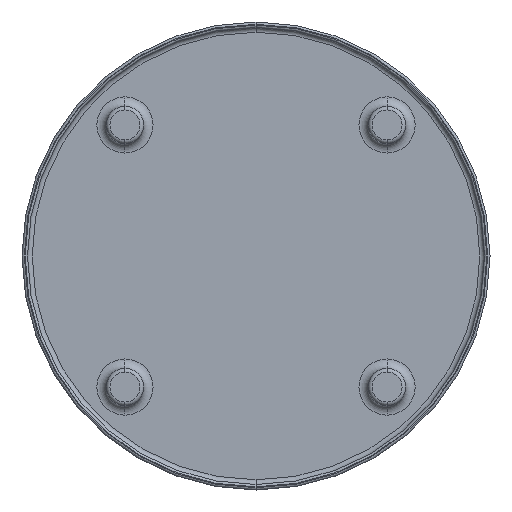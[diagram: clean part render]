
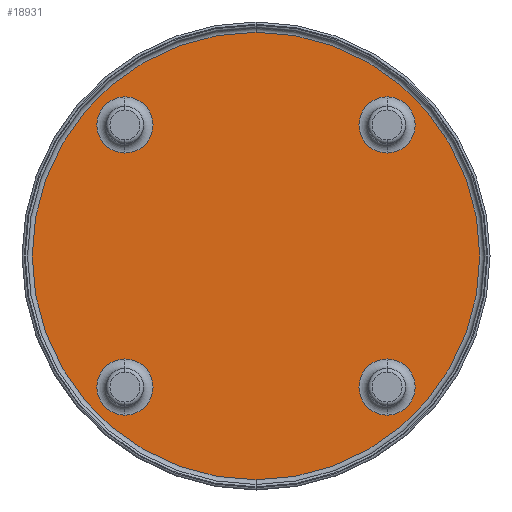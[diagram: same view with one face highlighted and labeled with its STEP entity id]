
A CAD part, front view. The second image highlights one B-rep face of the part: STEP entity #18931.
In plain terms, the highlighted planar face has unit normal (0, -1, 0).
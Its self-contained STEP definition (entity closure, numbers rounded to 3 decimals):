
#174 = DIRECTION ( 'NONE',  ( 0., 0., -1. ) ) ;
#551 = ORIENTED_EDGE ( 'NONE', *, *, #11442, .T. ) ;
#988 = EDGE_CURVE ( 'NONE', #12429, #5565, #9295, .T. ) ;
#1040 = CIRCLE ( 'NONE', #11518, 0.6 ) ;
#1070 = AXIS2_PLACEMENT_3D ( 'NONE', #5100, #16262, #6712 ) ;
#1377 = VERTEX_POINT ( 'NONE', #11971 ) ;
#1900 = EDGE_CURVE ( 'NONE', #1377, #3720, #6759, .T. ) ;
#1946 = EDGE_CURVE ( 'NONE', #17465, #8575, #1040, .T. ) ;
#2491 = CARTESIAN_POINT ( 'NONE',  ( 0., 0.3, 0. ) ) ;
#2687 = FACE_OUTER_BOUND ( 'NONE', #10780, .T. ) ;
#3182 = FACE_BOUND ( 'NONE', #10113, .T. ) ;
#3186 = CARTESIAN_POINT ( 'NONE',  ( 2.8, 0.3, 2.8 ) ) ;
#3353 = CARTESIAN_POINT ( 'NONE',  ( -2.8, 0.3, -3.4 ) ) ;
#3720 = VERTEX_POINT ( 'NONE', #3353 ) ;
#3782 = CIRCLE ( 'NONE', #5535, 0.6 ) ;
#3875 = VERTEX_POINT ( 'NONE', #8832 ) ;
#4078 = DIRECTION ( 'NONE',  ( 0., 0., -1. ) ) ;
#4100 = ORIENTED_EDGE ( 'NONE', *, *, #1946, .T. ) ;
#4369 = DIRECTION ( 'NONE',  ( 0., -1., 0. ) ) ;
#4750 = DIRECTION ( 'NONE',  ( 0., 0., -1. ) ) ;
#4779 = CARTESIAN_POINT ( 'NONE',  ( 2.8, 0.3, 2.2 ) ) ;
#5070 = DIRECTION ( 'NONE',  ( 0., -1., 0. ) ) ;
#5084 = AXIS2_PLACEMENT_3D ( 'NONE', #17714, #8197, #19317 ) ;
#5100 = CARTESIAN_POINT ( 'NONE',  ( 2.8, 0.3, -2.8 ) ) ;
#5227 = DIRECTION ( 'NONE',  ( 0., 1., 0. ) ) ;
#5308 = DIRECTION ( 'NONE',  ( 0., 1., 0. ) ) ;
#5535 = AXIS2_PLACEMENT_3D ( 'NONE', #19218, #9720, #174 ) ;
#5565 = VERTEX_POINT ( 'NONE', #11016 ) ;
#5583 = CIRCLE ( 'NONE', #9449, 4.782 ) ;
#6185 = CIRCLE ( 'NONE', #17822, 0.6 ) ;
#6542 = ORIENTED_EDGE ( 'NONE', *, *, #14724, .T. ) ;
#6633 = EDGE_CURVE ( 'NONE', #3875, #9992, #12559, .T. ) ;
#6712 = DIRECTION ( 'NONE',  ( 0., 0., -1. ) ) ;
#6759 = CIRCLE ( 'NONE', #5084, 0.6 ) ;
#6890 = FACE_BOUND ( 'NONE', #9006, .T. ) ;
#7407 = FACE_BOUND ( 'NONE', #20023, .T. ) ;
#8197 = DIRECTION ( 'NONE',  ( 0., 1., 0. ) ) ;
#8512 = CARTESIAN_POINT ( 'NONE',  ( 0., 0.3, -4.782 ) ) ;
#8536 = CARTESIAN_POINT ( 'NONE',  ( 2.8, 0.3, 2.8 ) ) ;
#8575 = VERTEX_POINT ( 'NONE', #4779 ) ;
#8832 = CARTESIAN_POINT ( 'NONE',  ( -2.8, 0.3, 2.2 ) ) ;
#9006 = EDGE_LOOP ( 'NONE', ( #14808, #19060 ) ) ;
#9057 = CARTESIAN_POINT ( 'NONE',  ( -2.8, 0.3, -2.8 ) ) ;
#9295 = CIRCLE ( 'NONE', #15238, 4.782 ) ;
#9343 = AXIS2_PLACEMENT_3D ( 'NONE', #2491, #13625, #4078 ) ;
#9449 = AXIS2_PLACEMENT_3D ( 'NONE', #14636, #5070, #16242 ) ;
#9720 = DIRECTION ( 'NONE',  ( 0., 1., 0. ) ) ;
#9992 = VERTEX_POINT ( 'NONE', #18842 ) ;
#10010 = CARTESIAN_POINT ( 'NONE',  ( 2.8, 0.3, 3.4 ) ) ;
#10113 = EDGE_LOOP ( 'NONE', ( #551, #12842 ) ) ;
#10157 = DIRECTION ( 'NONE',  ( 0., 0., -1. ) ) ;
#10476 = EDGE_CURVE ( 'NONE', #8575, #17465, #6185, .T. ) ;
#10652 = EDGE_CURVE ( 'NONE', #16510, #13386, #17108, .T. ) ;
#10672 = DIRECTION ( 'NONE',  ( 0., 0., -1. ) ) ;
#10780 = EDGE_LOOP ( 'NONE', ( #19356, #6542 ) ) ;
#11016 = CARTESIAN_POINT ( 'NONE',  ( 0., 0.3, 4.782 ) ) ;
#11028 = CARTESIAN_POINT ( 'NONE',  ( 2.8, 0.3, -3.4 ) ) ;
#11442 = EDGE_CURVE ( 'NONE', #3720, #1377, #20527, .T. ) ;
#11518 = AXIS2_PLACEMENT_3D ( 'NONE', #8536, #19670, #10157 ) ;
#11971 = CARTESIAN_POINT ( 'NONE',  ( -2.8, 0.3, -2.2 ) ) ;
#12252 = EDGE_CURVE ( 'NONE', #9992, #3875, #3782, .T. ) ;
#12429 = VERTEX_POINT ( 'NONE', #8512 ) ;
#12559 = CIRCLE ( 'NONE', #18689, 0.6 ) ;
#12842 = ORIENTED_EDGE ( 'NONE', *, *, #1900, .T. ) ;
#13028 = EDGE_LOOP ( 'NONE', ( #15833, #19380 ) ) ;
#13381 = CIRCLE ( 'NONE', #1070, 0.6 ) ;
#13386 = VERTEX_POINT ( 'NONE', #19237 ) ;
#13625 = DIRECTION ( 'NONE',  ( 0., -1., 0. ) ) ;
#13925 = CARTESIAN_POINT ( 'NONE',  ( 0., 0.3, 0. ) ) ;
#14308 = DIRECTION ( 'NONE',  ( 0., 1., 0. ) ) ;
#14636 = CARTESIAN_POINT ( 'NONE',  ( 0., 0.3, 0. ) ) ;
#14724 = EDGE_CURVE ( 'NONE', #5565, #12429, #5583, .T. ) ;
#14789 = CARTESIAN_POINT ( 'NONE',  ( -2.8, 0.3, 2.8 ) ) ;
#14808 = ORIENTED_EDGE ( 'NONE', *, *, #6633, .T. ) ;
#14874 = CARTESIAN_POINT ( 'NONE',  ( 2.8, 0.3, -2.8 ) ) ;
#15189 = AXIS2_PLACEMENT_3D ( 'NONE', #9057, #20175, #10672 ) ;
#15238 = AXIS2_PLACEMENT_3D ( 'NONE', #13925, #4369, #15526 ) ;
#15393 = FACE_BOUND ( 'NONE', #13028, .T. ) ;
#15492 = EDGE_CURVE ( 'NONE', #13386, #16510, #13381, .T. ) ;
#15526 = DIRECTION ( 'NONE',  ( 0., 0., -1. ) ) ;
#15833 = ORIENTED_EDGE ( 'NONE', *, *, #10652, .T. ) ;
#16242 = DIRECTION ( 'NONE',  ( 0., 0., -1. ) ) ;
#16262 = DIRECTION ( 'NONE',  ( 0., 1., 0. ) ) ;
#16384 = AXIS2_PLACEMENT_3D ( 'NONE', #14874, #5308, #16468 ) ;
#16396 = DIRECTION ( 'NONE',  ( 0., 0., -1. ) ) ;
#16468 = DIRECTION ( 'NONE',  ( 0., 0., -1. ) ) ;
#16510 = VERTEX_POINT ( 'NONE', #11028 ) ;
#16692 = PLANE ( 'NONE',  #9343 ) ;
#17108 = CIRCLE ( 'NONE', #16384, 0.6 ) ;
#17465 = VERTEX_POINT ( 'NONE', #10010 ) ;
#17714 = CARTESIAN_POINT ( 'NONE',  ( -2.8, 0.3, -2.8 ) ) ;
#17822 = AXIS2_PLACEMENT_3D ( 'NONE', #3186, #14308, #4750 ) ;
#18662 = ORIENTED_EDGE ( 'NONE', *, *, #10476, .T. ) ;
#18689 = AXIS2_PLACEMENT_3D ( 'NONE', #14789, #5227, #16396 ) ;
#18842 = CARTESIAN_POINT ( 'NONE',  ( -2.8, 0.3, 3.4 ) ) ;
#18931 = ADVANCED_FACE ( 'NONE', ( #6890, #7407, #3182, #15393, #2687 ), #16692, .T. ) ;
#19060 = ORIENTED_EDGE ( 'NONE', *, *, #12252, .T. ) ;
#19218 = CARTESIAN_POINT ( 'NONE',  ( -2.8, 0.3, 2.8 ) ) ;
#19237 = CARTESIAN_POINT ( 'NONE',  ( 2.8, 0.3, -2.2 ) ) ;
#19317 = DIRECTION ( 'NONE',  ( 0., 0., -1. ) ) ;
#19356 = ORIENTED_EDGE ( 'NONE', *, *, #988, .T. ) ;
#19380 = ORIENTED_EDGE ( 'NONE', *, *, #15492, .T. ) ;
#19670 = DIRECTION ( 'NONE',  ( 0., 1., 0. ) ) ;
#20023 = EDGE_LOOP ( 'NONE', ( #18662, #4100 ) ) ;
#20175 = DIRECTION ( 'NONE',  ( 0., 1., 0. ) ) ;
#20527 = CIRCLE ( 'NONE', #15189, 0.6 ) ;
